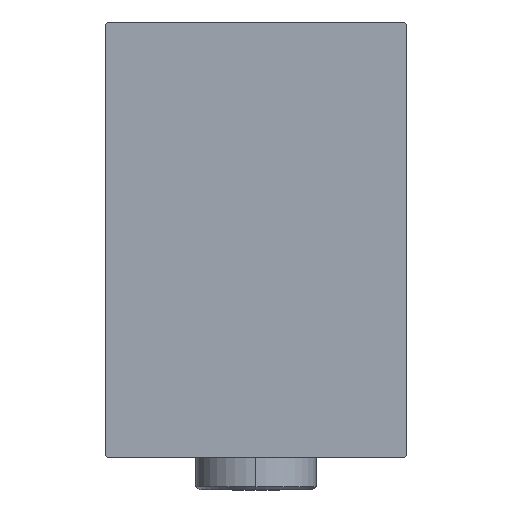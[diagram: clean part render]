
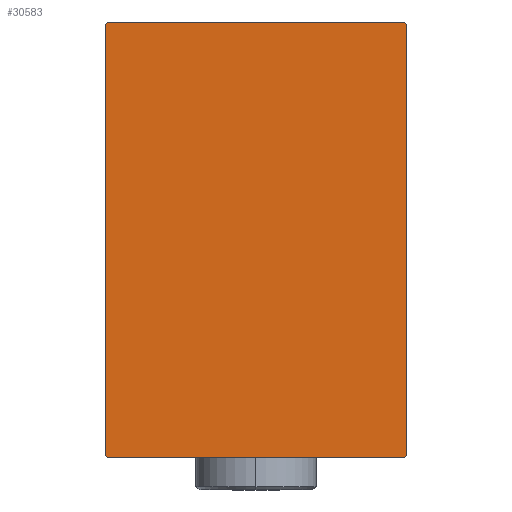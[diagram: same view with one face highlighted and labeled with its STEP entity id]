
A CAD part, left-side view. The second image highlights one B-rep face of the part: STEP entity #30583.
In plain terms, the highlighted face is planar.
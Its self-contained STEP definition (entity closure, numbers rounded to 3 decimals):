
#17 = LINE ( 'NONE', #34846, #17477 ) ;
#544 = LINE ( 'NONE', #42119, #27845 ) ;
#2495 = EDGE_LOOP ( 'NONE', ( #22962, #31943, #42704, #38968, #34360, #26947, #12865, #17148 ) ) ;
#2502 = LINE ( 'NONE', #16639, #18737 ) ;
#3076 = CARTESIAN_POINT ( 'NONE',  ( 100., -22.5, -32.2 ) ) ;
#3197 = DIRECTION ( 'NONE',  ( 0., 1., 0. ) ) ;
#3213 = EDGE_CURVE ( 'NONE', #8605, #30556, #10155, .T. ) ;
#4480 = VERTEX_POINT ( 'NONE', #3076 ) ;
#7554 = LINE ( 'NONE', #31595, #24794 ) ;
#8605 = VERTEX_POINT ( 'NONE', #43689 ) ;
#9900 = DIRECTION ( 'NONE',  ( 0., 0., 1. ) ) ;
#10155 = LINE ( 'NONE', #26786, #10396 ) ;
#10396 = VECTOR ( 'NONE', #19814, 1000. ) ;
#11146 = DIRECTION ( 'NONE',  ( 0., 0.707, 0.707 ) ) ;
#11665 = VECTOR ( 'NONE', #11709, 1000. ) ;
#11709 = DIRECTION ( 'NONE',  ( 0., -1., 0. ) ) ;
#11766 = FACE_OUTER_BOUND ( 'NONE', #2495, .T. ) ;
#11793 = EDGE_CURVE ( 'NONE', #13638, #19884, #26120, .T. ) ;
#12865 = ORIENTED_EDGE ( 'NONE', *, *, #16004, .T. ) ;
#13638 = VERTEX_POINT ( 'NONE', #22621 ) ;
#13709 = DIRECTION ( 'NONE',  ( 0., -0.707, 0.707 ) ) ;
#15087 = VERTEX_POINT ( 'NONE', #18282 ) ;
#15964 = EDGE_CURVE ( 'NONE', #4480, #13638, #21880, .T. ) ;
#16004 = EDGE_CURVE ( 'NONE', #30556, #4480, #544, .T. ) ;
#16350 = VECTOR ( 'NONE', #17622, 1000. ) ;
#16639 = CARTESIAN_POINT ( 'NONE',  ( 100., 22.5, -32.5 ) ) ;
#17148 = ORIENTED_EDGE ( 'NONE', *, *, #15964, .T. ) ;
#17393 = VERTEX_POINT ( 'NONE', #41120 ) ;
#17477 = VECTOR ( 'NONE', #13709, 1000. ) ;
#17622 = DIRECTION ( 'NONE',  ( 0., 0.707, -0.707 ) ) ;
#17690 = VERTEX_POINT ( 'NONE', #26692 ) ;
#18282 = CARTESIAN_POINT ( 'NONE',  ( 100., 22.5, 32.2 ) ) ;
#18737 = VECTOR ( 'NONE', #9900, 1000. ) ;
#19814 = DIRECTION ( 'NONE',  ( 0., -0.707, -0.707 ) ) ;
#19884 = VERTEX_POINT ( 'NONE', #28892 ) ;
#21671 = CARTESIAN_POINT ( 'NONE',  ( 100., 0., 0. ) ) ;
#21880 = LINE ( 'NONE', #38516, #16350 ) ;
#22621 = CARTESIAN_POINT ( 'NONE',  ( 100., -22.2, -32.5 ) ) ;
#22962 = ORIENTED_EDGE ( 'NONE', *, *, #11793, .T. ) ;
#24794 = VECTOR ( 'NONE', #11146, 1000. ) ;
#25154 = EDGE_CURVE ( 'NONE', #17393, #15087, #2502, .T. ) ;
#25490 = DIRECTION ( 'NONE',  ( 0., 0., -1. ) ) ;
#26120 = LINE ( 'NONE', #36884, #35037 ) ;
#26692 = CARTESIAN_POINT ( 'NONE',  ( 100., 22.2, 32.5 ) ) ;
#26786 = CARTESIAN_POINT ( 'NONE',  ( 100., -27.35, 27.35 ) ) ;
#26947 = ORIENTED_EDGE ( 'NONE', *, *, #3213, .T. ) ;
#27845 = VECTOR ( 'NONE', #35146, 1000. ) ;
#28801 = LINE ( 'NONE', #29022, #11665 ) ;
#28892 = CARTESIAN_POINT ( 'NONE',  ( 100., 22.2, -32.5 ) ) ;
#29022 = CARTESIAN_POINT ( 'NONE',  ( 100., 22.5, 32.5 ) ) ;
#30556 = VERTEX_POINT ( 'NONE', #32236 ) ;
#30583 = ADVANCED_FACE ( 'NONE', ( #11766 ), #31789, .T. ) ;
#31595 = CARTESIAN_POINT ( 'NONE',  ( 100., 27.35, -27.35 ) ) ;
#31789 = PLANE ( 'NONE',  #43889 ) ;
#31943 = ORIENTED_EDGE ( 'NONE', *, *, #42104, .T. ) ;
#32236 = CARTESIAN_POINT ( 'NONE',  ( 100., -22.5, 32.2 ) ) ;
#34026 = EDGE_CURVE ( 'NONE', #17690, #8605, #28801, .T. ) ;
#34360 = ORIENTED_EDGE ( 'NONE', *, *, #34026, .T. ) ;
#34846 = CARTESIAN_POINT ( 'NONE',  ( 100., 27.35, 27.35 ) ) ;
#35037 = VECTOR ( 'NONE', #3197, 1000. ) ;
#35146 = DIRECTION ( 'NONE',  ( 0., 0., -1. ) ) ;
#35376 = DIRECTION ( 'NONE',  ( 1., 0., 0. ) ) ;
#36884 = CARTESIAN_POINT ( 'NONE',  ( 100., -22.5, -32.5 ) ) ;
#37063 = EDGE_CURVE ( 'NONE', #15087, #17690, #17, .T. ) ;
#38516 = CARTESIAN_POINT ( 'NONE',  ( 100., -27.35, -27.35 ) ) ;
#38968 = ORIENTED_EDGE ( 'NONE', *, *, #37063, .T. ) ;
#41120 = CARTESIAN_POINT ( 'NONE',  ( 100., 22.5, -32.2 ) ) ;
#42104 = EDGE_CURVE ( 'NONE', #19884, #17393, #7554, .T. ) ;
#42119 = CARTESIAN_POINT ( 'NONE',  ( 100., -22.5, 32.5 ) ) ;
#42704 = ORIENTED_EDGE ( 'NONE', *, *, #25154, .T. ) ;
#43689 = CARTESIAN_POINT ( 'NONE',  ( 100., -22.2, 32.5 ) ) ;
#43889 = AXIS2_PLACEMENT_3D ( 'NONE', #21671, #35376, #25490 ) ;
